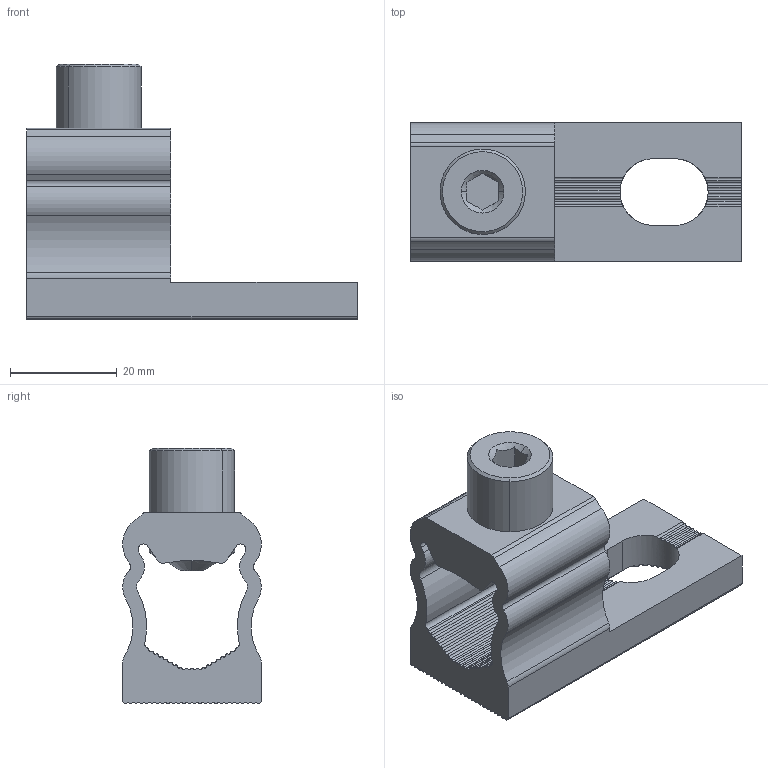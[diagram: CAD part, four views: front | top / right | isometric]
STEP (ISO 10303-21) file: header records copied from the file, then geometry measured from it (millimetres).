
FILE_DESCRIPTION(('Creo Elements/Direct Modeling STEP Export'),'2;1');
FILE_NAME('VC02-0146_OT_1x150.stp','2025-08-20T14:22:17',(''),(''),'Creo Elements/Direct Modeling STEP processor for AP214 (Solid Model)','Creo Elements/Direct Modeling 20.6A 14-Oct-2023 (C) Parametric Technology GmbH','');
FILE_SCHEMA(('AUTOMOTIVE_DESIGN { 1 0 10303 214 1 1 1 1 }'));
Length unit declared in the file: millimetre
Products named in the file (1): Liitinrunko_OT_1x150
Bounding box: 62 x 26 x 47.9 mm (x, y, z)
Volume: 21145.7 mm3; surface area: 10074.4 mm2
Topology: 1 solids, 1 shells, 272 faces, 803 edges, 535 vertices
Faces by surface type: cylinder 163, plane 101, cone 8
Entity records: 9789 total; most frequent: CARTESIAN_POINT 2617, ORIENTED_EDGE 1606, DIRECTION 1437, EDGE_CURVE 803, AXIS2_PLACEMENT_3D 549, VERTEX_POINT 535, VECTOR 339, LINE 339
